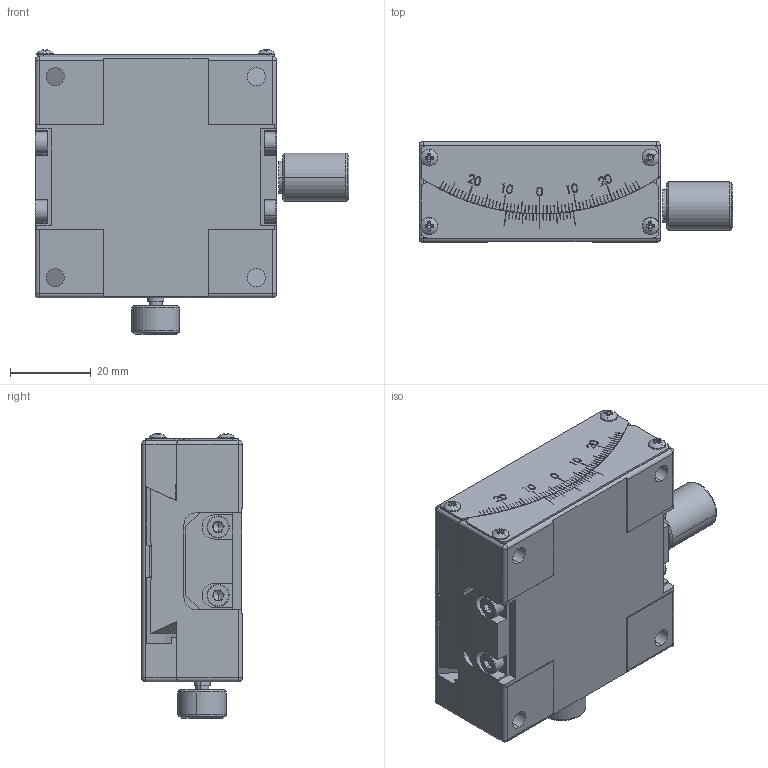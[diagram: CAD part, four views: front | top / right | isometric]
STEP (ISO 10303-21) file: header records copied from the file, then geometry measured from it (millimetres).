
FILE_DESCRIPTION (( 'STEP AP203' ), '1' );
FILE_NAME ('MXG6-35CS-(«¬¿ý).STEP', '2013-10-14T08:07:00', ( '' ), ( '' ), 'SwSTEP 2.0', 'SolidWorks 2013', '' );
FILE_SCHEMA (( 'CONFIG_CONTROL_DESIGN' ));
Length unit declared in the file: millimetre
Products named in the file (3): MXG6-35CS-(型錄); Group1^MXG6-35CS-(型錄); Group2^MXG6-35CS-(型錄)
Assembly tree (2 placements, depth 2):
  MXG6-35CS-(型錄)
    Group1^MXG6-35CS-(型錄)
    Group2^MXG6-35CS-(型錄)
Bounding box: 78 x 25 x 70.63 mm (x, y, z)
Volume: 87188.2 mm3; surface area: 29013.9 mm2
Topology: 7 solids, 7 shells, 912 faces, 2407 edges, 1532 vertices
Faces by surface type: plane 589, cylinder 142, bspline 76, cone 73, sphere 16, torus 16
Entity records: 37763 total; most frequent: CARTESIAN_POINT 15526, ORIENTED_EDGE 4730, DIRECTION 4298, EDGE_CURVE 2365, VERTEX_POINT 1532, LINE 1506, VECTOR 1506, AXIS2_PLACEMENT_3D 1396
